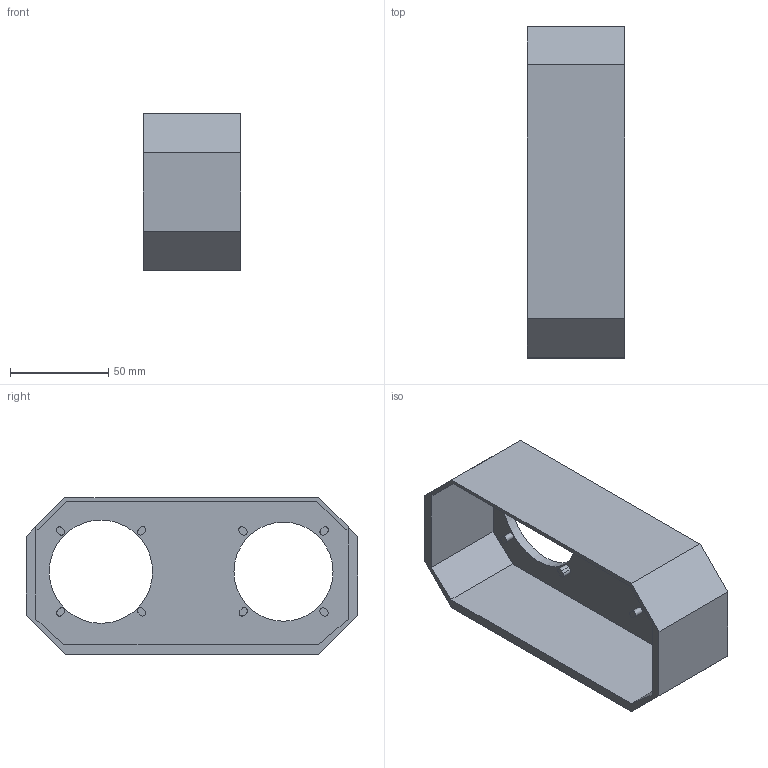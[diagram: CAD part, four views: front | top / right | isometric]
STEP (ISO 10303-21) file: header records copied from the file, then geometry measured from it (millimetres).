
FILE_DESCRIPTION(/* description */ (''),/* implementation_level */ '2;1');
FILE_NAME(/* name */ 'body.step',/* time_stamp */ '2025-09-21T01:15:22+05:30',/* author */ (''),/* organization */ (''),/* preprocessor_version */ 'ST-DEVELOPER v20.1',/* originating_system */ 'Autodesk Translation Framework v14.17.0.0',/* authorisation */ '');
FILE_SCHEMA (('AUTOMOTIVE_DESIGN { 1 0 10303 214 3 1 1 }'));
Length unit declared in the file: millimetre
Products named in the file (1): 2025-09-21-01-15-22-344
Bounding box: 49.51 x 169.19 x 80 mm (x, y, z)
Volume: 111581.3 mm3; surface area: 61066.6 mm2
Topology: 1 solids, 1 shells, 217 faces, 588 edges, 392 vertices
Faces by surface type: plane 143, bspline 56, cylinder 18
Full cylindrical faces by diameter (mm): 50.518 x1, 52.704 x1
Entity records: 7342 total; most frequent: CARTESIAN_POINT 2150, ORIENTED_EDGE 1176, DIRECTION 836, EDGE_CURVE 588, LINE 440, VECTOR 440, VERTEX_POINT 392, EDGE_LOOP 240
